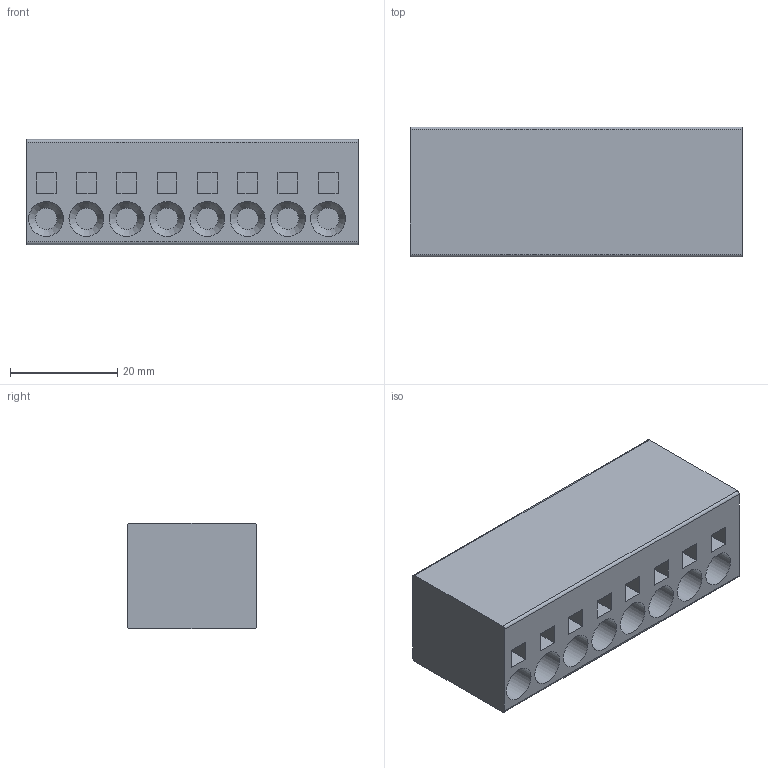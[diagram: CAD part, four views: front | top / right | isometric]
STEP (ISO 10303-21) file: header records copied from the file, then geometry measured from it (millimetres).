
FILE_DESCRIPTION(/* description */ ('model of PhoenixContact_SPT_5_8-H-7.5-ZB_1x08_P7.5_Horizontal_1719257'),/* implementation_level */ '2;1');
FILE_NAME(/* name */ 'PhoenixContact_SPT_5_8-H-7.5-ZB_1x08_P7.5_Horizontal_1719257.step',/* time_stamp */ '2020-09-21T11:45:30',/* author */ ('Joel',''),/* organization */ (''),/* preprocessor_version */ '',/* originating_system */ '',/* authorisation */ '');
FILE_SCHEMA(('AUTOMOTIVE_DESIGN { 1 0 10303 214 1 1 1 1 }'));
Length unit declared in the file: millimetre
Products named in the file (1): Shape0_5004612458130058
Bounding box: 61.8 x 24.15 x 19.6 mm (x, y, z)
Volume: 26671.6 mm3; surface area: 8113.3 mm2
Topology: 1 solids, 1 shells, 74 faces, 160 edges, 104 vertices
Faces by surface type: plane 54, cylinder 12, cone 8
Full cylindrical faces by diameter (mm): 6.5 x8
Entity records: 4129 total; most frequent: CARTESIAN_POINT 731, DIRECTION 650, LINE 424, VECTOR 424, ORIENTED_EDGE 320, PCURVE 320, DEFINITIONAL_REPRESENTATION 320, EDGE_CURVE 160
